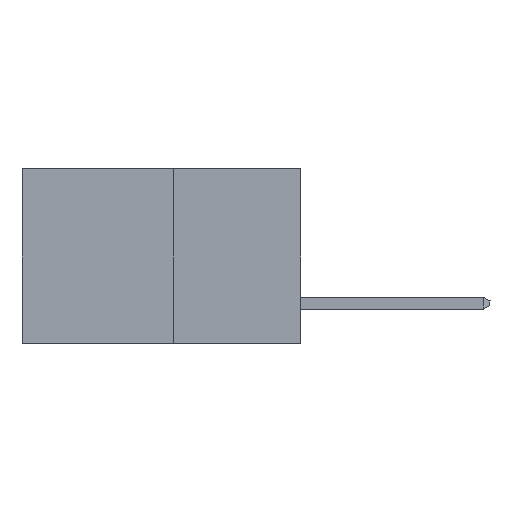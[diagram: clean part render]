
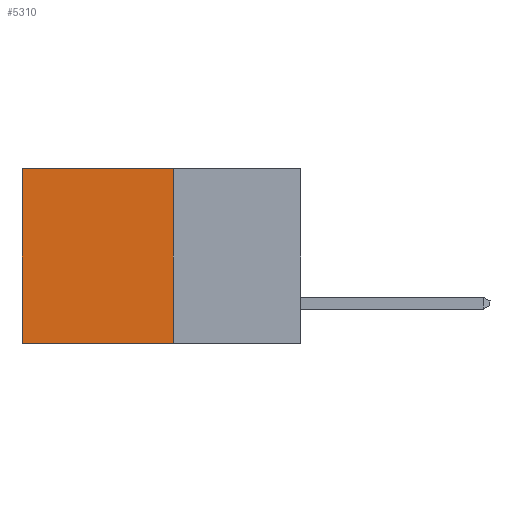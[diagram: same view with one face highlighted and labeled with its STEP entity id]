
A CAD part, left-side view. The second image highlights one B-rep face of the part: STEP entity #5310.
In plain terms, the highlighted planar face has unit normal (-1, 0, 0).
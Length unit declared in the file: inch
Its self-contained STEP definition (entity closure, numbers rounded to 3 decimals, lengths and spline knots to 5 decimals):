
#104 = EDGE_CURVE ( 'NONE', #9837, #2629, #8067, .T. ) ;
#132 = ORIENTED_EDGE ( 'NONE', *, *, #1722, .F. ) ;
#635 = DIRECTION ( 'NONE',  ( 1., 0., 0. ) ) ;
#750 = LINE ( 'NONE', #9584, #10546 ) ;
#1094 = EDGE_CURVE ( 'NONE', #8936, #9837, #11177, .T. ) ;
#1722 = EDGE_CURVE ( 'NONE', #8936, #8908, #4942, .T. ) ;
#2368 = EDGE_LOOP ( 'NONE', ( #11695, #10289, #132, #4273 ) ) ;
#2629 = VERTEX_POINT ( 'NONE', #9715 ) ;
#2720 = DIRECTION ( 'NONE',  ( 0., 0., -1. ) ) ;
#2954 = CARTESIAN_POINT ( 'NONE',  ( 0.277, 0.27, 0. ) ) ;
#3015 = CARTESIAN_POINT ( 'NONE',  ( 0.277, 0.27, 0. ) ) ;
#3086 = EDGE_CURVE ( 'NONE', #8908, #2629, #750, .T. ) ;
#4128 = CARTESIAN_POINT ( 'NONE',  ( 0.277, 0.27, -0.37 ) ) ;
#4273 = ORIENTED_EDGE ( 'NONE', *, *, #1094, .T. ) ;
#4942 = LINE ( 'NONE', #4128, #11511 ) ;
#5310 = ADVANCED_FACE ( 'NONE', ( #5900 ), #11852, .F. ) ;
#5676 = VECTOR ( 'NONE', #2720, 39.37008 ) ;
#5900 = FACE_OUTER_BOUND ( 'NONE', #2368, .T. ) ;
#6974 = CARTESIAN_POINT ( 'NONE',  ( 0.277, 0.59, -0.37 ) ) ;
#7001 = DIRECTION ( 'NONE',  ( 0., 0., -1. ) ) ;
#7521 = DIRECTION ( 'NONE',  ( 0., 0., -1. ) ) ;
#8067 = LINE ( 'NONE', #6974, #5676 ) ;
#8908 = VERTEX_POINT ( 'NONE', #12094 ) ;
#8936 = VERTEX_POINT ( 'NONE', #3015 ) ;
#9584 = CARTESIAN_POINT ( 'NONE',  ( 0.277, 0.27, -0.37 ) ) ;
#9715 = CARTESIAN_POINT ( 'NONE',  ( 0.277, 0.59, -0.37 ) ) ;
#9837 = VERTEX_POINT ( 'NONE', #10595 ) ;
#10118 = CARTESIAN_POINT ( 'NONE',  ( 0.277, 0.27, -0.37 ) ) ;
#10245 = AXIS2_PLACEMENT_3D ( 'NONE', #10118, #635, #7521 ) ;
#10289 = ORIENTED_EDGE ( 'NONE', *, *, #3086, .F. ) ;
#10504 = DIRECTION ( 'NONE',  ( 0., 1., 0. ) ) ;
#10546 = VECTOR ( 'NONE', #10504, 39.37008 ) ;
#10595 = CARTESIAN_POINT ( 'NONE',  ( 0.277, 0.59, 0. ) ) ;
#10902 = VECTOR ( 'NONE', #11133, 39.37008 ) ;
#11133 = DIRECTION ( 'NONE',  ( 0., 1., 0. ) ) ;
#11177 = LINE ( 'NONE', #2954, #10902 ) ;
#11511 = VECTOR ( 'NONE', #7001, 39.37008 ) ;
#11695 = ORIENTED_EDGE ( 'NONE', *, *, #104, .T. ) ;
#11852 = PLANE ( 'NONE',  #10245 ) ;
#12094 = CARTESIAN_POINT ( 'NONE',  ( 0.277, 0.27, -0.37 ) ) ;
